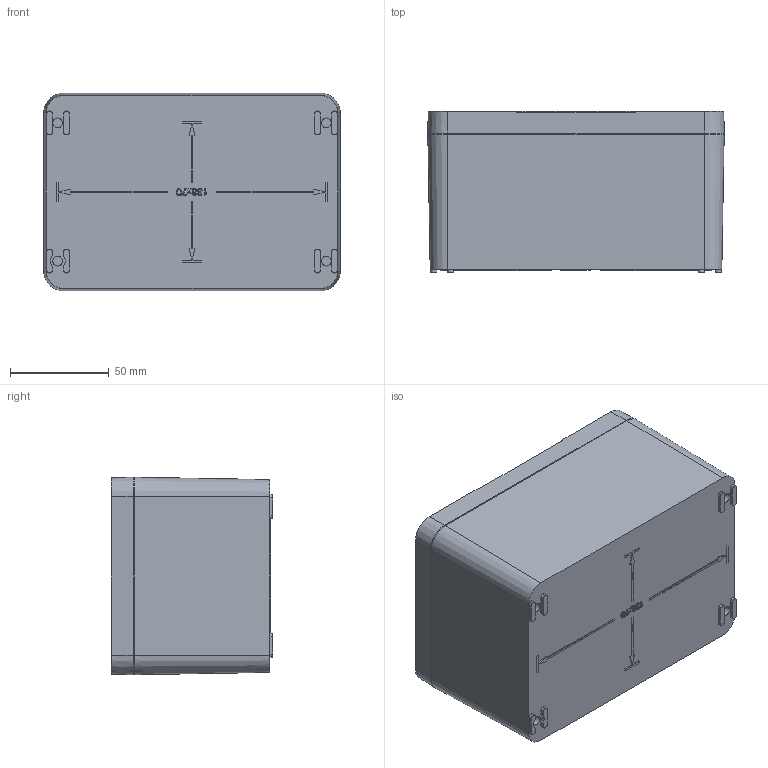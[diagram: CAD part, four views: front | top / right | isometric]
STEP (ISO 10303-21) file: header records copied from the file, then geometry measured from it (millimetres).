
FILE_DESCRIPTION(/* description */ (''),/* implementation_level */ '2;1');
FILE_NAME(/* name */ '',/* time_stamp */ '2025-07-17T15:28:26+07:00',/* author */ ('zeta-72'),/* organization */ (''),/* preprocessor_version */ 'ST-DEVELOPER v19.2',/* originating_system */ 'Autodesk Inventor 2024',/* authorisation */ '');
FILE_SCHEMA (('AUTOMOTIVE_DESIGN { 1 0 10303 214 3 1 1 }'));
Length unit declared in the file: millimetre
Products named in the file (1): Коробка KОА 
150x100x80
Bounding box: 150 x 81.5 x 100 mm (x, y, z)
Volume: 1171761.4 mm3; surface area: 68950.1 mm2
Topology: 1 solids, 1 shells, 444 faces, 1157 edges, 771 vertices
Faces by surface type: plane 290, bspline 116, cylinder 30, cone 8
Full cylindrical faces by diameter (mm): 4.917 x4
Entity records: 14630 total; most frequent: CARTESIAN_POINT 4003, ORIENTED_EDGE 2290, DIRECTION 1649, EDGE_CURVE 1145, LINE 839, VECTOR 839, VERTEX_POINT 750, EDGE_LOOP 495
